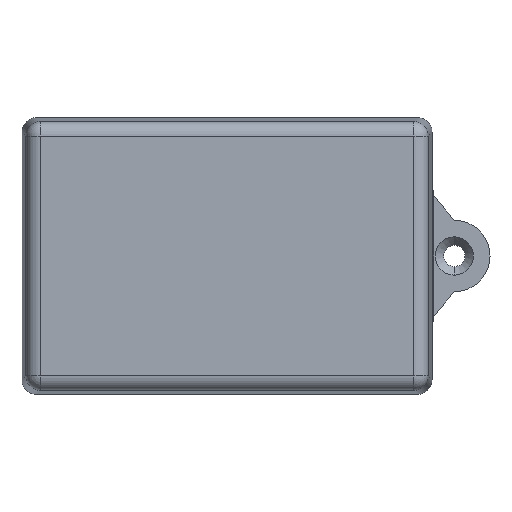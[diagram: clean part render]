
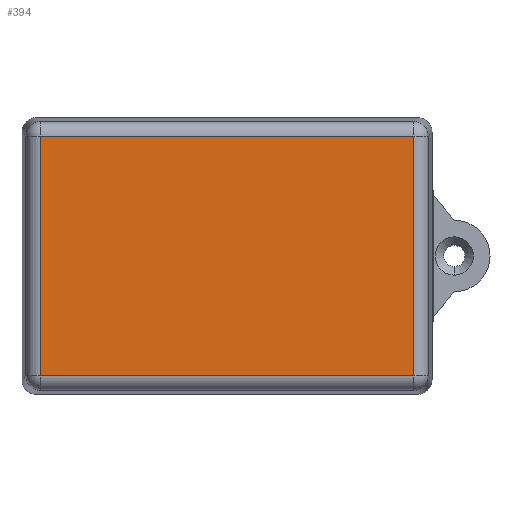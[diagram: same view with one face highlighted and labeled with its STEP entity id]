
A CAD part, front view. The second image highlights one B-rep face of the part: STEP entity #394.
In plain terms, the highlighted planar face has unit normal (0, -1, 0).
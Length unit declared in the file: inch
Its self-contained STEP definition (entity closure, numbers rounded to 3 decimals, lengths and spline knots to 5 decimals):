
#394 = ADVANCED_FACE ( 'NONE', ( #6453 ), #6853, .T. ) ;
#1766 = CARTESIAN_POINT ( 'NONE',  ( 1.40594, -0.904, 1.0425 ) ) ;
#1767 = DIRECTION ( 'NONE',  ( 0., 0., 1. ) ) ;
#1788 = CARTESIAN_POINT ( 'NONE',  ( 1.545, -0.904, -0.90344 ) ) ;
#1789 = DIRECTION ( 'NONE',  ( 1., 0., 0. ) ) ;
#1792 = CARTESIAN_POINT ( 'NONE',  ( 1.545, -0.904, 0.90344 ) ) ;
#1793 = DIRECTION ( 'NONE',  ( -1., 0., 0. ) ) ;
#1794 = CARTESIAN_POINT ( 'NONE',  ( -1.40594, -0.904, 1.0425 ) ) ;
#1795 = DIRECTION ( 'NONE',  ( 0., 0., -1. ) ) ;
#5906 = EDGE_CURVE ( 'NONE', #18285, #18247, #11711, .T. ) ;
#5910 = EDGE_CURVE ( 'NONE', #18249, #18285, #11729, .T. ) ;
#5912 = EDGE_CURVE ( 'NONE', #18247, #18531, #11704, .T. ) ;
#5913 = EDGE_CURVE ( 'NONE', #18531, #18249, #11702, .T. ) ;
#6453 = FACE_OUTER_BOUND ( 'NONE', #17862, .T. ) ;
#6853 = PLANE ( 'NONE',  #16108 ) ;
#6863 = CARTESIAN_POINT ( 'NONE',  ( 1.545, -0.904, 1.0425 ) ) ;
#6871 = DIRECTION ( 'NONE',  ( 0., -1., 0. ) ) ;
#6872 = DIRECTION ( 'NONE',  ( 0., 0., -1. ) ) ;
#11701 = VECTOR ( 'NONE', #1795, 39.37008 ) ;
#11702 = LINE ( 'NONE', #1794, #11701 ) ;
#11703 = VECTOR ( 'NONE', #1793, 39.37008 ) ;
#11704 = LINE ( 'NONE', #1792, #11703 ) ;
#11709 = VECTOR ( 'NONE', #1789, 39.37008 ) ;
#11711 = LINE ( 'NONE', #1766, #11722 ) ;
#11722 = VECTOR ( 'NONE', #1767, 39.37008 ) ;
#11729 = LINE ( 'NONE', #1788, #11709 ) ;
#13701 = CARTESIAN_POINT ( 'NONE',  ( 1.40594, -0.904, 0.90344 ) ) ;
#13703 = CARTESIAN_POINT ( 'NONE',  ( -1.40594, -0.904, -0.90344 ) ) ;
#13739 = CARTESIAN_POINT ( 'NONE',  ( 1.40594, -0.904, -0.90344 ) ) ;
#13985 = CARTESIAN_POINT ( 'NONE',  ( -1.40594, -0.904, 0.90344 ) ) ;
#16108 = AXIS2_PLACEMENT_3D ( 'NONE', #6863, #6871, #6872 ) ;
#16281 = ORIENTED_EDGE ( 'NONE', *, *, #5910, .T. ) ;
#16282 = ORIENTED_EDGE ( 'NONE', *, *, #5906, .T. ) ;
#16284 = ORIENTED_EDGE ( 'NONE', *, *, #5912, .T. ) ;
#16289 = ORIENTED_EDGE ( 'NONE', *, *, #5913, .T. ) ;
#17862 = EDGE_LOOP ( 'NONE', ( #16281, #16282, #16284, #16289 ) ) ;
#18247 = VERTEX_POINT ( 'NONE', #13701 ) ;
#18249 = VERTEX_POINT ( 'NONE', #13703 ) ;
#18285 = VERTEX_POINT ( 'NONE', #13739 ) ;
#18531 = VERTEX_POINT ( 'NONE', #13985 ) ;
